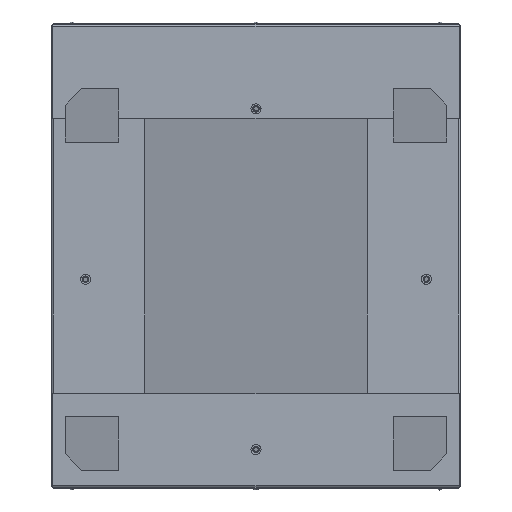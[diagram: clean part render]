
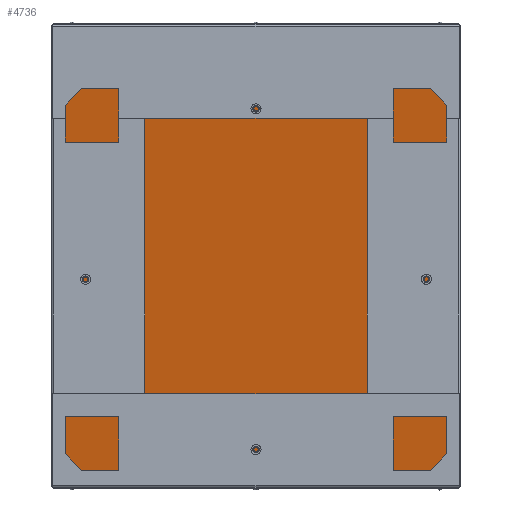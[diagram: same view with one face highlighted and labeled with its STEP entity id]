
A CAD part, front view. The second image highlights one B-rep face of the part: STEP entity #4736.
In plain terms, the highlighted planar face has unit normal (0, -0.981, -0.196).
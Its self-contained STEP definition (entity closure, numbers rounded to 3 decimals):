
#13 = VERTEX_POINT ( 'NONE', #4717 ) ;
#16 = CARTESIAN_POINT ( 'NONE',  ( 218., 118.541, -497.804 ) ) ;
#439 = LINE ( 'NONE', #16, #3786 ) ;
#461 = DIRECTION ( 'NONE',  ( -1., 0., 0. ) ) ;
#466 = DIRECTION ( 'NONE',  ( 0., -0.196, 0.981 ) ) ;
#853 = FACE_OUTER_BOUND ( 'NONE', #1730, .T. ) ;
#1375 = AXIS2_PLACEMENT_3D ( 'NONE', #6163, #5143, #2713 ) ;
#1641 = EDGE_CURVE ( 'NONE', #3172, #13, #6110, .T. ) ;
#1650 = VECTOR ( 'NONE', #4290, 1000. ) ;
#1730 = EDGE_LOOP ( 'NONE', ( #5099, #2563, #1771, #5060 ) ) ;
#1748 = EDGE_CURVE ( 'NONE', #3528, #3172, #439, .T. ) ;
#1771 = ORIENTED_EDGE ( 'NONE', *, *, #2120, .T. ) ;
#1804 = CARTESIAN_POINT ( 'NONE',  ( 218., 19.341, -1.804 ) ) ;
#2120 = EDGE_CURVE ( 'NONE', #3528, #4867, #5292, .T. ) ;
#2324 = CARTESIAN_POINT ( 'NONE',  ( -218., 119.019, -500.196 ) ) ;
#2563 = ORIENTED_EDGE ( 'NONE', *, *, #1748, .F. ) ;
#2713 = DIRECTION ( 'NONE',  ( 0., 0.196, -0.981 ) ) ;
#2900 = VECTOR ( 'NONE', #461, 1000. ) ;
#3172 = VERTEX_POINT ( 'NONE', #5051 ) ;
#3371 = LINE ( 'NONE', #1804, #2900 ) ;
#3528 = VERTEX_POINT ( 'NONE', #3821 ) ;
#3632 = EDGE_CURVE ( 'NONE', #4867, #13, #3371, .T. ) ;
#3786 = VECTOR ( 'NONE', #3967, 1000. ) ;
#3821 = CARTESIAN_POINT ( 'NONE',  ( 218., 118.541, -497.804 ) ) ;
#3863 = CARTESIAN_POINT ( 'NONE',  ( 218., 19.341, -1.804 ) ) ;
#3967 = DIRECTION ( 'NONE',  ( -1., 0., 0. ) ) ;
#4286 = PLANE ( 'NONE',  #1375 ) ;
#4290 = DIRECTION ( 'NONE',  ( 0., -0.196, 0.981 ) ) ;
#4429 = VECTOR ( 'NONE', #466, 1000. ) ;
#4717 = CARTESIAN_POINT ( 'NONE',  ( -218., 19.341, -1.804 ) ) ;
#4736 = ADVANCED_FACE ( 'NONE', ( #853 ), #4286, .T. ) ;
#4867 = VERTEX_POINT ( 'NONE', #3863 ) ;
#5051 = CARTESIAN_POINT ( 'NONE',  ( -218., 118.541, -497.804 ) ) ;
#5060 = ORIENTED_EDGE ( 'NONE', *, *, #3632, .T. ) ;
#5099 = ORIENTED_EDGE ( 'NONE', *, *, #1641, .F. ) ;
#5143 = DIRECTION ( 'NONE',  ( 0., -0.981, -0.196 ) ) ;
#5292 = LINE ( 'NONE', #5837, #4429 ) ;
#5837 = CARTESIAN_POINT ( 'NONE',  ( 218., 119.019, -500.196 ) ) ;
#6110 = LINE ( 'NONE', #2324, #1650 ) ;
#6163 = CARTESIAN_POINT ( 'NONE',  ( 218., 119.019, -500.196 ) ) ;
